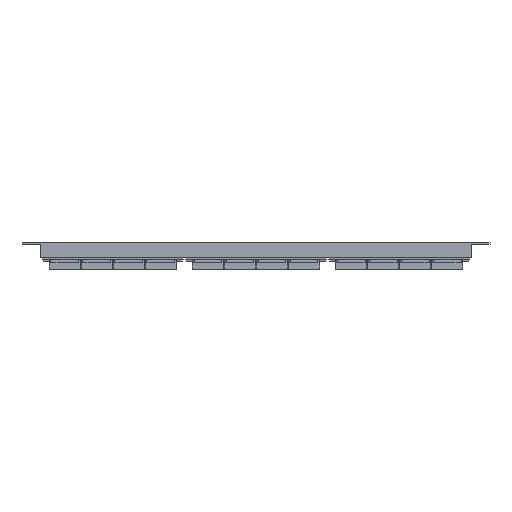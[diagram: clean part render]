
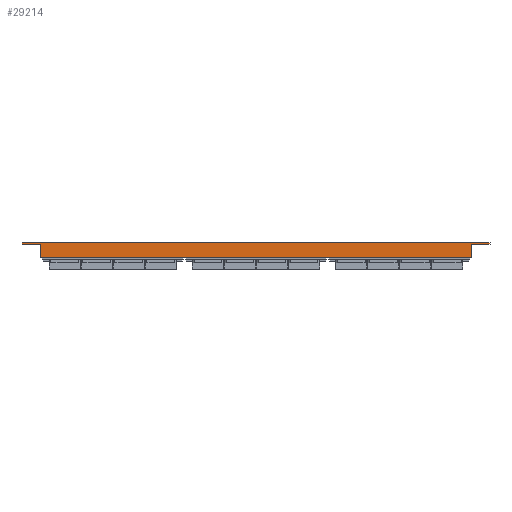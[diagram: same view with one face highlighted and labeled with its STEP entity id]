
A CAD part, front view. The second image highlights one B-rep face of the part: STEP entity #29214.
In plain terms, the highlighted planar face has unit normal (0, -1, 0).
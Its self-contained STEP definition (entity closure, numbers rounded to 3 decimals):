
#1650 = CARTESIAN_POINT ( 'NONE',  ( 222., -22., 0. ) ) ;
#2237 = CARTESIAN_POINT ( 'NONE',  ( 241., -22., 0. ) ) ;
#3706 = EDGE_LOOP ( 'NONE', ( #39155, #31201, #10248, #35139, #25278, #26607, #29259, #8306 ) ) ;
#4449 = EDGE_CURVE ( 'NONE', #18919, #4541, #10386, .T. ) ;
#4541 = VERTEX_POINT ( 'NONE', #2237 ) ;
#5140 = VERTEX_POINT ( 'NONE', #6890 ) ;
#5152 = DIRECTION ( 'NONE',  ( 1., 0., 0. ) ) ;
#5310 = CARTESIAN_POINT ( 'NONE',  ( -241., -22., 1.5 ) ) ;
#6890 = CARTESIAN_POINT ( 'NONE',  ( 222., -22., -14. ) ) ;
#7477 = CARTESIAN_POINT ( 'NONE',  ( -222., -22., -14. ) ) ;
#8306 = ORIENTED_EDGE ( 'NONE', *, *, #39410, .T. ) ;
#9518 = DIRECTION ( 'NONE',  ( 0., 1., 0. ) ) ;
#10049 = VECTOR ( 'NONE', #40986, 1000. ) ;
#10248 = ORIENTED_EDGE ( 'NONE', *, *, #29274, .F. ) ;
#10386 = LINE ( 'NONE', #30193, #32665 ) ;
#11964 = VECTOR ( 'NONE', #14126, 1000. ) ;
#14058 = CARTESIAN_POINT ( 'NONE',  ( -222., -22., 0. ) ) ;
#14126 = DIRECTION ( 'NONE',  ( 0., 0., -1. ) ) ;
#16804 = CARTESIAN_POINT ( 'NONE',  ( 222., -22., -14. ) ) ;
#17216 = CARTESIAN_POINT ( 'NONE',  ( 241., -22., 1.5 ) ) ;
#17707 = CARTESIAN_POINT ( 'NONE',  ( -241., -22., 0. ) ) ;
#18919 = VERTEX_POINT ( 'NONE', #1650 ) ;
#19365 = DIRECTION ( 'NONE',  ( 1., 0., 0. ) ) ;
#19784 = LINE ( 'NONE', #7477, #10049 ) ;
#19864 = LINE ( 'NONE', #17216, #28456 ) ;
#21428 = DIRECTION ( 'NONE',  ( 0., 0., -1. ) ) ;
#21688 = LINE ( 'NONE', #44543, #32895 ) ;
#22787 = EDGE_CURVE ( 'NONE', #44541, #35067, #19784, .T. ) ;
#23262 = CARTESIAN_POINT ( 'NONE',  ( -222., -22., -14. ) ) ;
#24030 = EDGE_CURVE ( 'NONE', #26176, #35067, #24978, .T. ) ;
#24978 = LINE ( 'NONE', #29662, #45945 ) ;
#25170 = EDGE_CURVE ( 'NONE', #5140, #18919, #35975, .T. ) ;
#25278 = ORIENTED_EDGE ( 'NONE', *, *, #4449, .T. ) ;
#26176 = VERTEX_POINT ( 'NONE', #17707 ) ;
#26607 = ORIENTED_EDGE ( 'NONE', *, *, #34361, .F. ) ;
#28456 = VECTOR ( 'NONE', #21428, 1000. ) ;
#29214 = ADVANCED_FACE ( 'NONE', ( #46701 ), #34576, .F. ) ;
#29259 = ORIENTED_EDGE ( 'NONE', *, *, #34634, .F. ) ;
#29274 = EDGE_CURVE ( 'NONE', #5140, #44541, #35607, .T. ) ;
#29662 = CARTESIAN_POINT ( 'NONE',  ( -241., -22., 0. ) ) ;
#29795 = VERTEX_POINT ( 'NONE', #51899 ) ;
#30193 = CARTESIAN_POINT ( 'NONE',  ( -241., -22., 0. ) ) ;
#31201 = ORIENTED_EDGE ( 'NONE', *, *, #22787, .F. ) ;
#32039 = VECTOR ( 'NONE', #50432, 1000. ) ;
#32665 = VECTOR ( 'NONE', #5152, 1000. ) ;
#32895 = VECTOR ( 'NONE', #19365, 1000. ) ;
#33002 = VECTOR ( 'NONE', #47311, 1000. ) ;
#33380 = CARTESIAN_POINT ( 'NONE',  ( -241., -22., 1.5 ) ) ;
#33867 = DIRECTION ( 'NONE',  ( 1., 0., 0. ) ) ;
#34125 = AXIS2_PLACEMENT_3D ( 'NONE', #5310, #9518, #38778 ) ;
#34228 = LINE ( 'NONE', #39251, #11964 ) ;
#34361 = EDGE_CURVE ( 'NONE', #29795, #4541, #19864, .T. ) ;
#34576 = PLANE ( 'NONE',  #34125 ) ;
#34634 = EDGE_CURVE ( 'NONE', #49282, #29795, #21688, .T. ) ;
#35067 = VERTEX_POINT ( 'NONE', #14058 ) ;
#35139 = ORIENTED_EDGE ( 'NONE', *, *, #25170, .T. ) ;
#35607 = LINE ( 'NONE', #43209, #33002 ) ;
#35975 = LINE ( 'NONE', #16804, #32039 ) ;
#38778 = DIRECTION ( 'NONE',  ( -1., 0., 0. ) ) ;
#39155 = ORIENTED_EDGE ( 'NONE', *, *, #24030, .T. ) ;
#39251 = CARTESIAN_POINT ( 'NONE',  ( -241., -22., 1.5 ) ) ;
#39410 = EDGE_CURVE ( 'NONE', #49282, #26176, #34228, .T. ) ;
#40986 = DIRECTION ( 'NONE',  ( 0., 0., 1. ) ) ;
#43209 = CARTESIAN_POINT ( 'NONE',  ( 222., -22., -14. ) ) ;
#44541 = VERTEX_POINT ( 'NONE', #23262 ) ;
#44543 = CARTESIAN_POINT ( 'NONE',  ( -241., -22., 1.5 ) ) ;
#45945 = VECTOR ( 'NONE', #33867, 1000. ) ;
#46701 = FACE_OUTER_BOUND ( 'NONE', #3706, .T. ) ;
#47311 = DIRECTION ( 'NONE',  ( -1., 0., 0. ) ) ;
#49282 = VERTEX_POINT ( 'NONE', #33380 ) ;
#50432 = DIRECTION ( 'NONE',  ( 0., 0., 1. ) ) ;
#51899 = CARTESIAN_POINT ( 'NONE',  ( 241., -22., 1.5 ) ) ;
